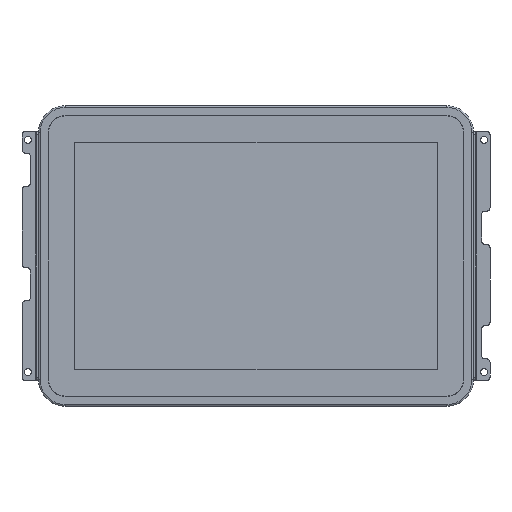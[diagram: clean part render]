
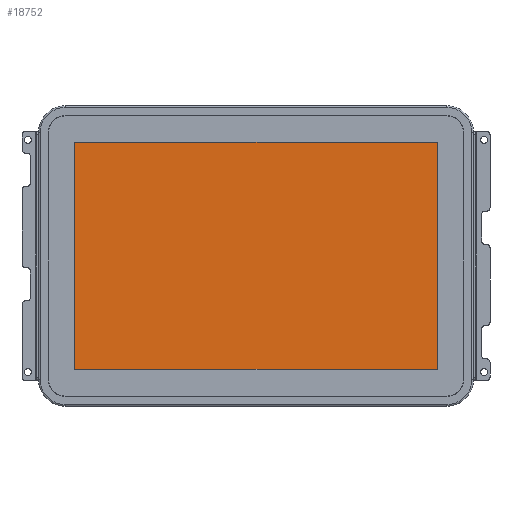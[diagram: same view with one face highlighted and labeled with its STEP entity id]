
A CAD part, top view. The second image highlights one B-rep face of the part: STEP entity #18752.
In plain terms, the highlighted planar face has unit normal (0, 0, 1).
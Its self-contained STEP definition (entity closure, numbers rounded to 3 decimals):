
#1180 = VERTEX_POINT ( 'NONE', #9970 ) ;
#1517 = LINE ( 'NONE', #20800, #25622 ) ;
#1729 = EDGE_CURVE ( 'NONE', #6170, #14335, #17742, .T. ) ;
#2204 = VECTOR ( 'NONE', #16504, 1000. ) ;
#2358 = ORIENTED_EDGE ( 'NONE', *, *, #18917, .T. ) ;
#2793 = CARTESIAN_POINT ( 'NONE',  ( 109.08, 68.4, 9.9 ) ) ;
#6146 = VECTOR ( 'NONE', #19085, 1000. ) ;
#6170 = VERTEX_POINT ( 'NONE', #2793 ) ;
#7397 = EDGE_CURVE ( 'NONE', #1180, #24817, #15734, .T. ) ;
#9056 = EDGE_LOOP ( 'NONE', ( #2358, #18441, #23387, #14167 ) ) ;
#9483 = FACE_OUTER_BOUND ( 'NONE', #9056, .T. ) ;
#9970 = CARTESIAN_POINT ( 'NONE',  ( -109.08, -68.4, 9.9 ) ) ;
#10345 = DIRECTION ( 'NONE',  ( 1., 0., 0. ) ) ;
#10724 = CARTESIAN_POINT ( 'NONE',  ( 109.08, 68.4, 9.9 ) ) ;
#10925 = EDGE_CURVE ( 'NONE', #24817, #6170, #25257, .T. ) ;
#13155 = CARTESIAN_POINT ( 'NONE',  ( -109.08, 68.4, 9.9 ) ) ;
#14167 = ORIENTED_EDGE ( 'NONE', *, *, #1729, .T. ) ;
#14335 = VERTEX_POINT ( 'NONE', #16207 ) ;
#15734 = LINE ( 'NONE', #22552, #2204 ) ;
#16207 = CARTESIAN_POINT ( 'NONE',  ( -109.08, 68.4, 9.9 ) ) ;
#16504 = DIRECTION ( 'NONE',  ( 1., 0., 0. ) ) ;
#16512 = CARTESIAN_POINT ( 'NONE',  ( 0., 0., 9.9 ) ) ;
#16697 = DIRECTION ( 'NONE',  ( 0., 0., 1. ) ) ;
#17742 = LINE ( 'NONE', #13155, #23061 ) ;
#17959 = AXIS2_PLACEMENT_3D ( 'NONE', #16512, #16697, #10345 ) ;
#18441 = ORIENTED_EDGE ( 'NONE', *, *, #7397, .T. ) ;
#18752 = ADVANCED_FACE ( 'NONE', ( #9483 ), #24464, .T. ) ;
#18917 = EDGE_CURVE ( 'NONE', #14335, #1180, #1517, .T. ) ;
#18978 = DIRECTION ( 'NONE',  ( 0., -1., 0. ) ) ;
#19030 = DIRECTION ( 'NONE',  ( -1., 0., 0. ) ) ;
#19085 = DIRECTION ( 'NONE',  ( 0., 1., 0. ) ) ;
#20800 = CARTESIAN_POINT ( 'NONE',  ( -109.08, 68.4, 9.9 ) ) ;
#22552 = CARTESIAN_POINT ( 'NONE',  ( -109.08, -68.4, 9.9 ) ) ;
#23061 = VECTOR ( 'NONE', #19030, 1000. ) ;
#23387 = ORIENTED_EDGE ( 'NONE', *, *, #10925, .T. ) ;
#24310 = CARTESIAN_POINT ( 'NONE',  ( 109.08, -68.4, 9.9 ) ) ;
#24464 = PLANE ( 'NONE',  #17959 ) ;
#24817 = VERTEX_POINT ( 'NONE', #24310 ) ;
#25257 = LINE ( 'NONE', #10724, #6146 ) ;
#25622 = VECTOR ( 'NONE', #18978, 1000. ) ;
